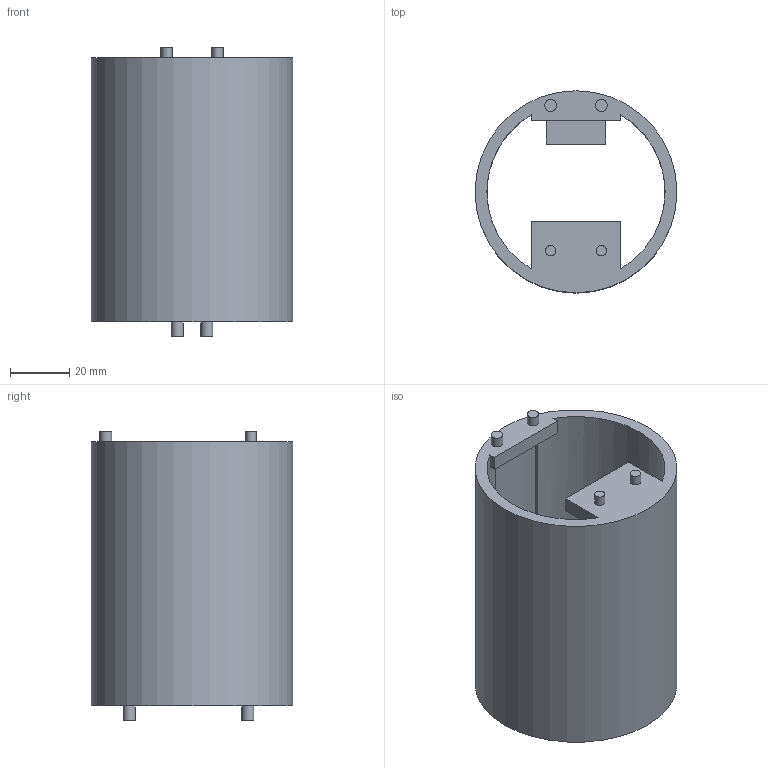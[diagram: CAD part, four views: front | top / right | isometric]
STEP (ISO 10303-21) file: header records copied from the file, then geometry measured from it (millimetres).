
FILE_DESCRIPTION(/* description */ (''),/* implementation_level */ '2;1');
FILE_NAME(/* name */ 'ARM V2 v34.step',/* time_stamp */ '2024-08-04T22:03:45-04:00',/* author */ (''),/* organization */ (''),/* preprocessor_version */ 'ST-DEVELOPER v20',/* originating_system */ 'Autodesk Translation Framework v13.14.0.145',/* authorisation */ '');
FILE_SCHEMA (('AUTOMOTIVE_DESIGN { 1 0 10303 214 3 1 1 }'));
Length unit declared in the file: millimetre
Products named in the file (1): SHOULDER V2
Bounding box: 68 x 68 x 97.5 mm (x, y, z)
Volume: 76801.1 mm3; surface area: 41021.1 mm2
Topology: 1 solids, 1 shells, 43 faces, 95 edges, 62 vertices
Faces by surface type: plane 30, cylinder 13
Full cylindrical faces by diameter (mm): 3.5 x2, 4 x6, 68 x1
Entity records: 1234 total; most frequent: DIRECTION 213, CARTESIAN_POINT 201, ORIENTED_EDGE 190, EDGE_CURVE 95, AXIS2_PLACEMENT_3D 74, LINE 65, VECTOR 65, VERTEX_POINT 62
